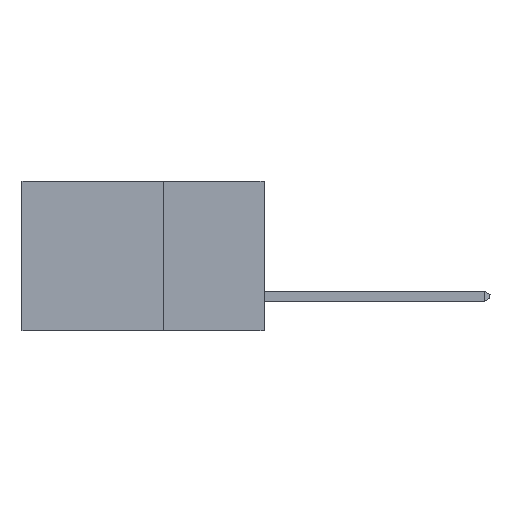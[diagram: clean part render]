
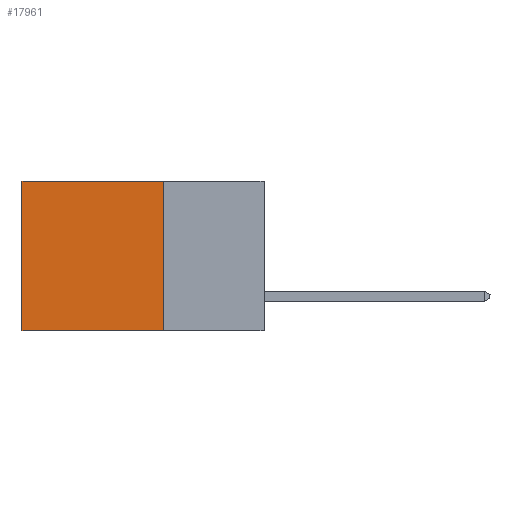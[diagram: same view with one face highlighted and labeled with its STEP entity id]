
A CAD part, left-side view. The second image highlights one B-rep face of the part: STEP entity #17961.
In plain terms, the highlighted planar face has unit normal (-1, 0, 0).
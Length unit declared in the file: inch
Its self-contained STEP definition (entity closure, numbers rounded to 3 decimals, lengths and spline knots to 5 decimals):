
#311 = EDGE_LOOP ( 'NONE', ( #11428, #13278, #6050, #1338 ) ) ;
#373 = DIRECTION ( 'NONE',  ( 0., 1., 0. ) ) ;
#531 = VERTEX_POINT ( 'NONE', #7409 ) ;
#1312 = VECTOR ( 'NONE', #3421, 39.37008 ) ;
#1338 = ORIENTED_EDGE ( 'NONE', *, *, #22960, .T. ) ;
#1697 = CARTESIAN_POINT ( 'NONE',  ( 0.2615, 0.25, -0.37 ) ) ;
#2017 = LINE ( 'NONE', #5183, #18751 ) ;
#2593 = VERTEX_POINT ( 'NONE', #22586 ) ;
#3103 = EDGE_CURVE ( 'NONE', #2593, #531, #6476, .T. ) ;
#3421 = DIRECTION ( 'NONE',  ( 0., 0., -1. ) ) ;
#5183 = CARTESIAN_POINT ( 'NONE',  ( 0.2615, 0.6, -0.37 ) ) ;
#6050 = ORIENTED_EDGE ( 'NONE', *, *, #3103, .F. ) ;
#6476 = LINE ( 'NONE', #20710, #1312 ) ;
#7409 = CARTESIAN_POINT ( 'NONE',  ( 0.2615, 0.25, -0.37 ) ) ;
#7530 = FACE_OUTER_BOUND ( 'NONE', #311, .T. ) ;
#7991 = CARTESIAN_POINT ( 'NONE',  ( 0.2615, 0.25, 0. ) ) ;
#8213 = DIRECTION ( 'NONE',  ( 0., 1., 0. ) ) ;
#8722 = EDGE_CURVE ( 'NONE', #16497, #10897, #2017, .T. ) ;
#8813 = DIRECTION ( 'NONE',  ( 1., 0., 0. ) ) ;
#9250 = DIRECTION ( 'NONE',  ( 0., 0., -1. ) ) ;
#10897 = VERTEX_POINT ( 'NONE', #15641 ) ;
#11332 = VECTOR ( 'NONE', #8213, 39.37008 ) ;
#11428 = ORIENTED_EDGE ( 'NONE', *, *, #8722, .T. ) ;
#13093 = CARTESIAN_POINT ( 'NONE',  ( 0.2615, 0.25, -0.37 ) ) ;
#13278 = ORIENTED_EDGE ( 'NONE', *, *, #16512, .F. ) ;
#15641 = CARTESIAN_POINT ( 'NONE',  ( 0.2615, 0.6, -0.37 ) ) ;
#15934 = DIRECTION ( 'NONE',  ( 0., 0., -1. ) ) ;
#16497 = VERTEX_POINT ( 'NONE', #19985 ) ;
#16512 = EDGE_CURVE ( 'NONE', #531, #10897, #16603, .T. ) ;
#16603 = LINE ( 'NONE', #13093, #18200 ) ;
#17961 = ADVANCED_FACE ( 'NONE', ( #7530 ), #21748, .F. ) ;
#18200 = VECTOR ( 'NONE', #373, 39.37008 ) ;
#18718 = LINE ( 'NONE', #7991, #11332 ) ;
#18751 = VECTOR ( 'NONE', #9250, 39.37008 ) ;
#19796 = AXIS2_PLACEMENT_3D ( 'NONE', #1697, #8813, #15934 ) ;
#19985 = CARTESIAN_POINT ( 'NONE',  ( 0.2615, 0.6, 0. ) ) ;
#20710 = CARTESIAN_POINT ( 'NONE',  ( 0.2615, 0.25, -0.37 ) ) ;
#21748 = PLANE ( 'NONE',  #19796 ) ;
#22586 = CARTESIAN_POINT ( 'NONE',  ( 0.2615, 0.25, 0. ) ) ;
#22960 = EDGE_CURVE ( 'NONE', #2593, #16497, #18718, .T. ) ;
